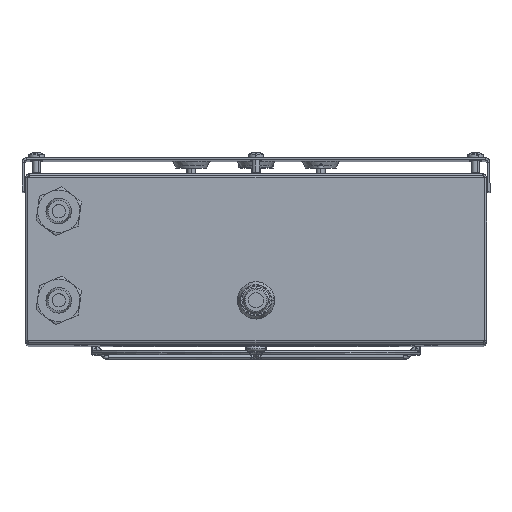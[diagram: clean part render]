
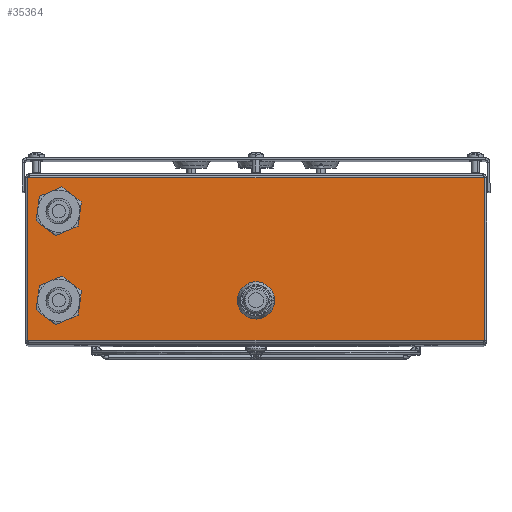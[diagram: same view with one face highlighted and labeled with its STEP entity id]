
A CAD part, top view. The second image highlights one B-rep face of the part: STEP entity #35364.
In plain terms, the highlighted planar face has unit normal (0, 0, 1).
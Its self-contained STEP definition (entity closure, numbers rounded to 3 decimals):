
#138 = LINE ( 'NONE', #29742, #20707 ) ;
#808 = DIRECTION ( 'NONE',  ( 1., 0., 0. ) ) ;
#1178 = CIRCLE ( 'NONE', #8742, 7.5 ) ;
#1332 = VERTEX_POINT ( 'NONE', #32222 ) ;
#3156 = CARTESIAN_POINT ( 'NONE',  ( -96., 20., 230. ) ) ;
#3497 = EDGE_CURVE ( 'NONE', #21965, #32143, #138, .T. ) ;
#4021 = EDGE_LOOP ( 'NONE', ( #32592, #29331 ) ) ;
#4199 = CIRCLE ( 'NONE', #23326, 7.5 ) ;
#4368 = DIRECTION ( 'NONE',  ( 0., 0., -1. ) ) ;
#4488 = DIRECTION ( 'NONE',  ( 1., 0., 0. ) ) ;
#5039 = EDGE_CURVE ( 'NONE', #12062, #1332, #28265, .T. ) ;
#5577 = VECTOR ( 'NONE', #28123, 1000. ) ;
#5769 = DIRECTION ( 'NONE',  ( 0., 0., 1. ) ) ;
#6627 = EDGE_CURVE ( 'NONE', #8297, #35865, #26654, .T. ) ;
#6959 = EDGE_CURVE ( 'NONE', #23891, #28822, #35652, .T. ) ;
#7228 = ORIENTED_EDGE ( 'NONE', *, *, #23302, .T. ) ;
#7285 = CARTESIAN_POINT ( 'NONE',  ( -102.359, 2., 230. ) ) ;
#7892 = DIRECTION ( 'NONE',  ( 1., 0., 0. ) ) ;
#8201 = ORIENTED_EDGE ( 'NONE', *, *, #9584, .T. ) ;
#8297 = VERTEX_POINT ( 'NONE', #18935 ) ;
#8742 = AXIS2_PLACEMENT_3D ( 'NONE', #9304, #32070, #808 ) ;
#9304 = CARTESIAN_POINT ( 'NONE',  ( -88.5, 20., 230. ) ) ;
#9584 = EDGE_CURVE ( 'NONE', #1332, #12062, #13094, .T. ) ;
#9850 = VECTOR ( 'NONE', #27188, 1000. ) ;
#10191 = CARTESIAN_POINT ( 'NONE',  ( -81., 60., 230. ) ) ;
#10632 = FACE_BOUND ( 'NONE', #18366, .T. ) ;
#10679 = ORIENTED_EDGE ( 'NONE', *, *, #26804, .F. ) ;
#11210 = CARTESIAN_POINT ( 'NONE',  ( -103.5, 2., 230. ) ) ;
#11622 = CARTESIAN_POINT ( 'NONE',  ( -88.5, 20., 230. ) ) ;
#11636 = EDGE_CURVE ( 'NONE', #35538, #35237, #36703, .T. ) ;
#12062 = VERTEX_POINT ( 'NONE', #13466 ) ;
#13094 = CIRCLE ( 'NONE', #34389, 8.375 ) ;
#13332 = PLANE ( 'NONE',  #26340 ) ;
#13466 = CARTESIAN_POINT ( 'NONE',  ( -8.375, 20., 230. ) ) ;
#13812 = AXIS2_PLACEMENT_3D ( 'NONE', #36246, #4368, #24554 ) ;
#14260 = FACE_BOUND ( 'NONE', #25826, .T. ) ;
#14266 = ORIENTED_EDGE ( 'NONE', *, *, #5039, .T. ) ;
#16217 = DIRECTION ( 'NONE',  ( -1., 0., 0. ) ) ;
#17047 = DIRECTION ( 'NONE',  ( 1., 0., 0. ) ) ;
#17379 = FACE_OUTER_BOUND ( 'NONE', #19971, .T. ) ;
#17511 = DIRECTION ( 'NONE',  ( 0., 0., -1. ) ) ;
#18120 = CARTESIAN_POINT ( 'NONE',  ( -96., 60., 230. ) ) ;
#18366 = EDGE_LOOP ( 'NONE', ( #29967, #28339 ) ) ;
#18935 = CARTESIAN_POINT ( 'NONE',  ( 102.359, 2., 230. ) ) ;
#19053 = CARTESIAN_POINT ( 'NONE',  ( -102.359, 1., 230. ) ) ;
#19065 = DIRECTION ( 'NONE',  ( 0., 0., -1. ) ) ;
#19245 = LINE ( 'NONE', #19053, #9850 ) ;
#19340 = VECTOR ( 'NONE', #22719, 1000. ) ;
#19598 = ORIENTED_EDGE ( 'NONE', *, *, #6627, .F. ) ;
#19971 = EDGE_LOOP ( 'NONE', ( #25261, #10679, #19598, #7228 ) ) ;
#20450 = FACE_BOUND ( 'NONE', #4021, .T. ) ;
#20707 = VECTOR ( 'NONE', #24248, 1000. ) ;
#21648 = DIRECTION ( 'NONE',  ( 0., 0., 1. ) ) ;
#21965 = VERTEX_POINT ( 'NONE', #22761 ) ;
#22353 = CARTESIAN_POINT ( 'NONE',  ( 102.359, 77., 230. ) ) ;
#22641 = AXIS2_PLACEMENT_3D ( 'NONE', #31115, #36486, #7892 ) ;
#22719 = DIRECTION ( 'NONE',  ( 0., 1., 0. ) ) ;
#22761 = CARTESIAN_POINT ( 'NONE',  ( 102.359, 75., 230. ) ) ;
#23302 = EDGE_CURVE ( 'NONE', #8297, #21965, #25197, .T. ) ;
#23326 = AXIS2_PLACEMENT_3D ( 'NONE', #27891, #21648, #4488 ) ;
#23686 = CARTESIAN_POINT ( 'NONE',  ( -102.359, 75., 230. ) ) ;
#23891 = VERTEX_POINT ( 'NONE', #32322 ) ;
#24248 = DIRECTION ( 'NONE',  ( -1., 0., 0. ) ) ;
#24554 = DIRECTION ( 'NONE',  ( -1., 0., 0. ) ) ;
#25197 = LINE ( 'NONE', #22353, #19340 ) ;
#25261 = ORIENTED_EDGE ( 'NONE', *, *, #3497, .T. ) ;
#25826 = EDGE_LOOP ( 'NONE', ( #8201, #14266 ) ) ;
#26255 = DIRECTION ( 'NONE',  ( -1., 0., 0. ) ) ;
#26340 = AXIS2_PLACEMENT_3D ( 'NONE', #33363, #19065, #16217 ) ;
#26654 = LINE ( 'NONE', #11210, #5577 ) ;
#26804 = EDGE_CURVE ( 'NONE', #35865, #32143, #19245, .T. ) ;
#27188 = DIRECTION ( 'NONE',  ( 0., 1., 0. ) ) ;
#27891 = CARTESIAN_POINT ( 'NONE',  ( -88.5, 60., 230. ) ) ;
#28123 = DIRECTION ( 'NONE',  ( -1., 0., 0. ) ) ;
#28265 = CIRCLE ( 'NONE', #13812, 8.375 ) ;
#28339 = ORIENTED_EDGE ( 'NONE', *, *, #11636, .F. ) ;
#28822 = VERTEX_POINT ( 'NONE', #3156 ) ;
#29001 = CARTESIAN_POINT ( 'NONE',  ( 0., 20., 230. ) ) ;
#29331 = ORIENTED_EDGE ( 'NONE', *, *, #30090, .F. ) ;
#29742 = CARTESIAN_POINT ( 'NONE',  ( 102.359, 75., 230. ) ) ;
#29967 = ORIENTED_EDGE ( 'NONE', *, *, #31872, .F. ) ;
#30090 = EDGE_CURVE ( 'NONE', #28822, #23891, #1178, .T. ) ;
#31115 = CARTESIAN_POINT ( 'NONE',  ( -88.5, 60., 230. ) ) ;
#31335 = AXIS2_PLACEMENT_3D ( 'NONE', #11622, #5769, #17047 ) ;
#31872 = EDGE_CURVE ( 'NONE', #35237, #35538, #4199, .T. ) ;
#32070 = DIRECTION ( 'NONE',  ( 0., 0., 1. ) ) ;
#32143 = VERTEX_POINT ( 'NONE', #23686 ) ;
#32222 = CARTESIAN_POINT ( 'NONE',  ( 8.375, 20., 230. ) ) ;
#32322 = CARTESIAN_POINT ( 'NONE',  ( -81., 20., 230. ) ) ;
#32592 = ORIENTED_EDGE ( 'NONE', *, *, #6959, .F. ) ;
#33363 = CARTESIAN_POINT ( 'NONE',  ( -103.5, 77., 230. ) ) ;
#34389 = AXIS2_PLACEMENT_3D ( 'NONE', #29001, #17511, #26255 ) ;
#35237 = VERTEX_POINT ( 'NONE', #10191 ) ;
#35364 = ADVANCED_FACE ( 'NONE', ( #14260, #20450, #10632, #17379 ), #13332, .F. ) ;
#35538 = VERTEX_POINT ( 'NONE', #18120 ) ;
#35652 = CIRCLE ( 'NONE', #31335, 7.5 ) ;
#35865 = VERTEX_POINT ( 'NONE', #7285 ) ;
#36246 = CARTESIAN_POINT ( 'NONE',  ( 0., 20., 230. ) ) ;
#36486 = DIRECTION ( 'NONE',  ( 0., 0., 1. ) ) ;
#36703 = CIRCLE ( 'NONE', #22641, 7.5 ) ;
